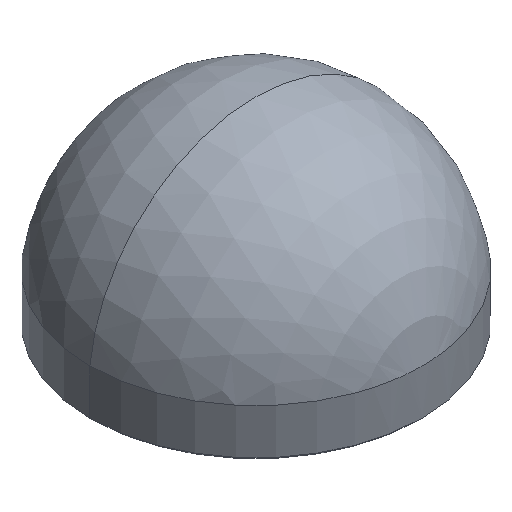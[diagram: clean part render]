
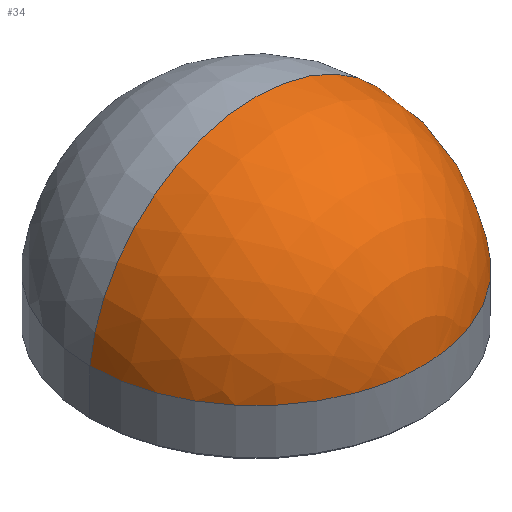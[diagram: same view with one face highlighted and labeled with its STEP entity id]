
A CAD part, isometric view. The second image highlights one B-rep face of the part: STEP entity #34.
In plain terms, the highlighted spherical face has radius 12.564 mm.
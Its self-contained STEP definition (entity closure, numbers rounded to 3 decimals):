
#3 = CARTESIAN_POINT ( 'NONE',  ( 0., 0., 2.336 ) ) ;
#12 = EDGE_CURVE ( 'NONE', #148, #162, #103, .T. ) ;
#34 = ADVANCED_FACE ( 'NONE', ( #90 ), #175, .T. ) ;
#36 = DIRECTION ( 'NONE',  ( 0., -1., 0. ) ) ;
#54 = DIRECTION ( 'NONE',  ( -1., 0., 0. ) ) ;
#67 = EDGE_CURVE ( 'NONE', #162, #78, #87, .T. ) ;
#76 = CARTESIAN_POINT ( 'NONE',  ( 0., 0., 14.9 ) ) ;
#78 = VERTEX_POINT ( 'NONE', #76 ) ;
#87 = CIRCLE ( 'NONE', #121, 12.564 ) ;
#90 = FACE_OUTER_BOUND ( 'NONE', #96, .T. ) ;
#93 = DIRECTION ( 'NONE',  ( 1., 0., 0. ) ) ;
#96 = EDGE_LOOP ( 'NONE', ( #180, #125, #212 ) ) ;
#103 = CIRCLE ( 'NONE', #135, 12.5 ) ;
#121 = AXIS2_PLACEMENT_3D ( 'NONE', #189, #165, #193 ) ;
#125 = ORIENTED_EDGE ( 'NONE', *, *, #67, .T. ) ;
#126 = CARTESIAN_POINT ( 'NONE',  ( 12.5, 0., 3.6 ) ) ;
#127 = CARTESIAN_POINT ( 'NONE',  ( 0., 0., 3.6 ) ) ;
#128 = DIRECTION ( 'NONE',  ( 0., 1., 0. ) ) ;
#135 = AXIS2_PLACEMENT_3D ( 'NONE', #127, #208, #93 ) ;
#139 = CARTESIAN_POINT ( 'NONE',  ( 0., 0., 2.336 ) ) ;
#141 = AXIS2_PLACEMENT_3D ( 'NONE', #139, #128, #159 ) ;
#145 = EDGE_CURVE ( 'NONE', #148, #78, #185, .T. ) ;
#148 = VERTEX_POINT ( 'NONE', #177 ) ;
#159 = DIRECTION ( 'NONE',  ( 0., 0., 1. ) ) ;
#162 = VERTEX_POINT ( 'NONE', #126 ) ;
#165 = DIRECTION ( 'NONE',  ( 0., -1., 0. ) ) ;
#175 = SPHERICAL_SURFACE ( 'NONE', #205, 12.564 ) ;
#177 = CARTESIAN_POINT ( 'NONE',  ( -12.5, 0., 3.6 ) ) ;
#180 = ORIENTED_EDGE ( 'NONE', *, *, #12, .T. ) ;
#185 = CIRCLE ( 'NONE', #141, 12.564 ) ;
#189 = CARTESIAN_POINT ( 'NONE',  ( 0., 0., 2.336 ) ) ;
#193 = DIRECTION ( 'NONE',  ( 1., 0., 0. ) ) ;
#205 = AXIS2_PLACEMENT_3D ( 'NONE', #3, #36, #54 ) ;
#208 = DIRECTION ( 'NONE',  ( 0., 0., 1. ) ) ;
#212 = ORIENTED_EDGE ( 'NONE', *, *, #145, .F. ) ;
